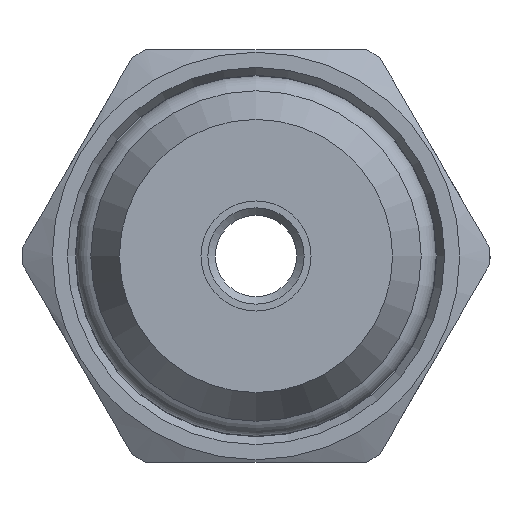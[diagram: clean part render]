
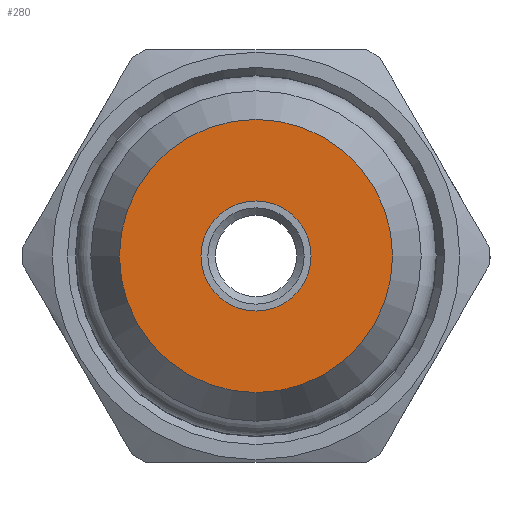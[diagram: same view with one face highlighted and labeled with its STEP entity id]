
A CAD part, front view. The second image highlights one B-rep face of the part: STEP entity #280.
In plain terms, the highlighted planar face has unit normal (0, -1, 0).
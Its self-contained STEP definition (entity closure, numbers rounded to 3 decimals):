
#280 = ADVANCED_FACE( 'NONE', ( #694, #695 ), #696, .T. );
#694 = FACE_OUTER_BOUND( '', #1888, .T. );
#695 = FACE_BOUND( '', #1889, .T. );
#696 = PLANE( '', #1890 );
#1888 = EDGE_LOOP( '', ( #4070 ) );
#1889 = EDGE_LOOP( '', ( #4071 ) );
#1890 = AXIS2_PLACEMENT_3D( '', #4072, #4073, #4074 );
#4070 = ORIENTED_EDGE( '', *, *, #5327, .T. );
#4071 = ORIENTED_EDGE( '', *, *, #5328, .F. );
#4072 = CARTESIAN_POINT( '', ( 0., 0., 0. ) );
#4073 = DIRECTION( '', ( 0., -1., 0. ) );
#4074 = DIRECTION( '', ( 0., 0., -1. ) );
#5327 = EDGE_CURVE( 'NONE', #6082, #6082, #6083, .T. );
#5328 = EDGE_CURVE( 'NONE', #6084, #6084, #6085, .T. );
#6082 = VERTEX_POINT( '', #7978 );
#6083 = CIRCLE( '', #7979, 4.961 );
#6084 = VERTEX_POINT( '', #7980 );
#6085 = CIRCLE( '', #7981, 2. );
#7978 = CARTESIAN_POINT( '', ( 0., 0., -4.961 ) );
#7979 = AXIS2_PLACEMENT_3D( '', #9969, #9970, #9971 );
#7980 = CARTESIAN_POINT( '', ( 0., 0., -2. ) );
#7981 = AXIS2_PLACEMENT_3D( '', #9972, #9973, #9974 );
#9969 = CARTESIAN_POINT( '', ( 0., 0., 0. ) );
#9970 = DIRECTION( '', ( 0., -1., 0. ) );
#9971 = DIRECTION( '', ( 0., 0., -1. ) );
#9972 = CARTESIAN_POINT( '', ( 0., 0., 0. ) );
#9973 = DIRECTION( '', ( 0., -1., 0. ) );
#9974 = DIRECTION( '', ( 0., 0., -1. ) );
